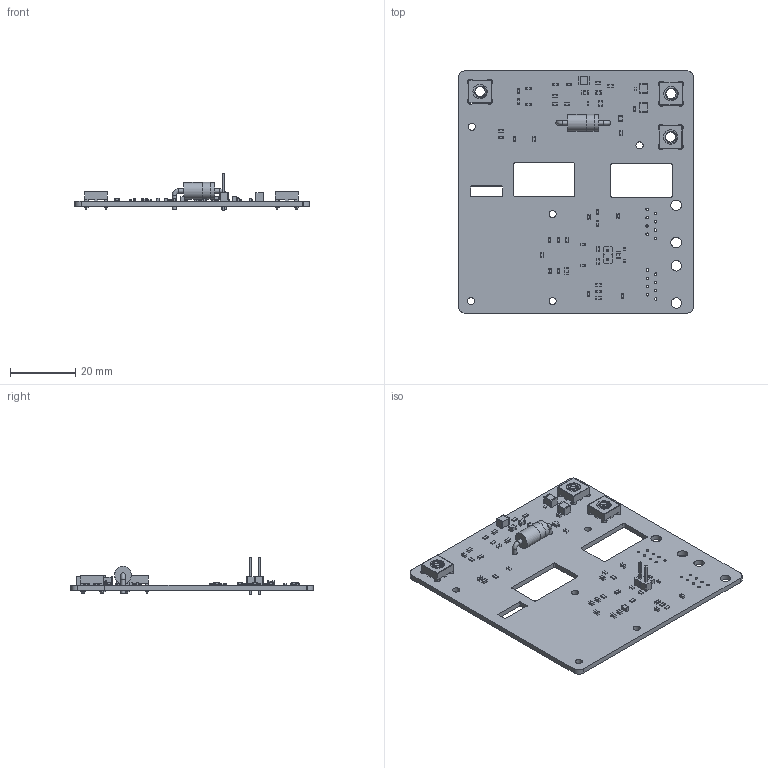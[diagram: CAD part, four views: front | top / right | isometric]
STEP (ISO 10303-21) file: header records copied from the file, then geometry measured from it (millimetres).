
FILE_DESCRIPTION(('KiCad electronic assembly'),'2;1');
FILE_NAME('motorboard.step','2025-04-10T13:44:08',('Pcbnew'),('Kicad'), 'Open CASCADE STEP processor 7.8','KiCad to STEP converter','Unknown' );
FILE_SCHEMA(('AUTOMOTIVE_DESIGN { 1 0 10303 214 1 1 1 1 }'));
Length unit declared in the file: millimetre
Products named in the file (22): motorboard 1; R_0603_1608Metric; D_DO-201AD_P15.24mm_Horizontal; C_0603_1608Metric; Wuerth_REDCUBE-THR_WP-THRBU_74650074_THR; C_1210_3225Metric; C_0805_2012Metric; C_0402_1005Metric; LED_0805_2012Metric; PinHeader_1x02_P2.54mm_Vertical; PinHeader_1x02_P254mm_Vertical; R_0402_1005Metric; motorboard_PCB
Assembly tree (65 placements, depth 3):
  motorboard 1
    R_0603_1608Metric  x20
      R_0603_1608Metric
    D_DO-201AD_P15.24mm_Horizontal
      D_DO-201AD_P15.24mm_Horizontal
    C_0603_1608Metric  x16
      C_0603_1608Metric
    Wuerth_REDCUBE-THR_WP-THRBU_74650074_THR  x3
      Wuerth_REDCUBE-THR_WP-THRBU_74650074_THR
    C_1210_3225Metric  x3
      C_1210_3225Metric
    C_0805_2012Metric  x5
      C_0805_2012Metric
    C_0402_1005Metric  x2
      C_0402_1005Metric
    LED_0805_2012Metric
      LED_0805_2012Metric
    PinHeader_1x02_P2.54mm_Vertical
      PinHeader_1x02_P254mm_Vertical
    R_0402_1005Metric  x2
      R_0402_1005Metric
    motorboard_PCB
Bounding box: 72.01 x 74.3 x 11.54 mm (x, y, z)
Volume: 8356.7 mm3; surface area: 12171.6 mm2
Topology: 55 solids, 55 shells, 1783 faces, 4585 edges, 2952 vertices
Faces by surface type: plane 1149, cylinder 575, bspline 57, torus 2
Full cylindrical faces by diameter (mm): 0.76 x16, 1 x2, 1.3 x4, 1.6 x2, 1.85 x12, 2.2 x5, 3.2 x4, 4.3 x3, 5.2 x2, 5.22 x1
Entity records: 17896 total; most frequent: CARTESIAN_POINT 3617, DIRECTION 2470, ORIENTED_EDGE 2390, EDGE_CURVE 1195, LINE 864, VECTOR 864, AXIS2_PLACEMENT_3D 803, VERTEX_POINT 768
